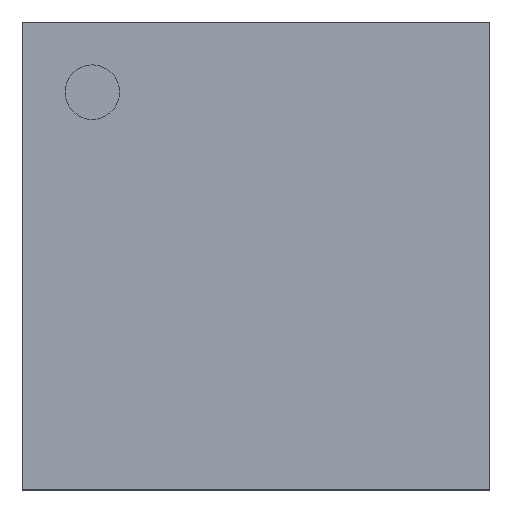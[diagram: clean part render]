
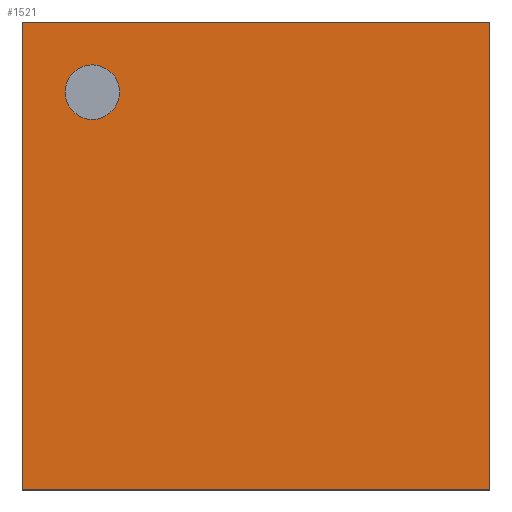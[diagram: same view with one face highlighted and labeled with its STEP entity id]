
A CAD part, top view. The second image highlights one B-rep face of the part: STEP entity #1521.
In plain terms, the highlighted planar face has unit normal (0, 0, 1).
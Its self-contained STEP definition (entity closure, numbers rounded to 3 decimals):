
#13=DIRECTION('',(0.,0.,1.));
#126=VECTOR('',#127,1.);
#127=DIRECTION('',(1.,0.,0.));
#133=VECTOR('',#134,1.);
#134=DIRECTION('',(0.,-1.,0.));
#570=VERTEX_POINT('',#571);
#571=CARTESIAN_POINT('',(-1.5,1.5,1.025));
#576=VERTEX_POINT('',#577);
#577=CARTESIAN_POINT('',(1.5,1.5,1.025));
#579=ORIENTED_EDGE('',*,*,#580,.F.);
#580=EDGE_CURVE('',#570,#576,#581,.T.);
#581=LINE('',#571,#126);
#588=EDGE_CURVE('',#576,#589,#591,.T.);
#589=VERTEX_POINT('',#590);
#590=CARTESIAN_POINT('',(1.5,-1.5,1.025));
#591=LINE('',#577,#133);
#602=ORIENTED_EDGE('',*,*,#603,.T.);
#603=EDGE_CURVE('',#570,#604,#606,.T.);
#604=VERTEX_POINT('',#605);
#605=CARTESIAN_POINT('',(-1.5,-1.5,1.025));
#606=LINE('',#571,#133);
#617=EDGE_CURVE('',#604,#589,#618,.T.);
#618=LINE('',#605,#126);
#1521=ADVANCED_FACE('',(#1522,#1526),#1536,.T.);
#1522=FACE_BOUND('',#1523,.T.);
#1523=EDGE_LOOP('',(#579,#602,#1524,#1525));
#1524=ORIENTED_EDGE('',*,*,#617,.T.);
#1525=ORIENTED_EDGE('',*,*,#588,.F.);
#1526=FACE_BOUND('',#1527,.T.);
#1527=EDGE_LOOP('',(#1528));
#1528=ORIENTED_EDGE('',*,*,#1529,.T.);
#1529=EDGE_CURVE('',#1530,#1530,#1532,.T.);
#1530=VERTEX_POINT('',#1531);
#1531=CARTESIAN_POINT('',(-1.05,0.875,1.025));
#1532=CIRCLE('',#1533,0.175);
#1533=AXIS2_PLACEMENT_3D('',#1534,#1535,#134);
#1534=CARTESIAN_POINT('',(-1.05,1.05,1.025));
#1535=DIRECTION('',(0.,0.,-1.));
#1536=PLANE('',#1537);
#1537=AXIS2_PLACEMENT_3D('',#571,#13,#134);
